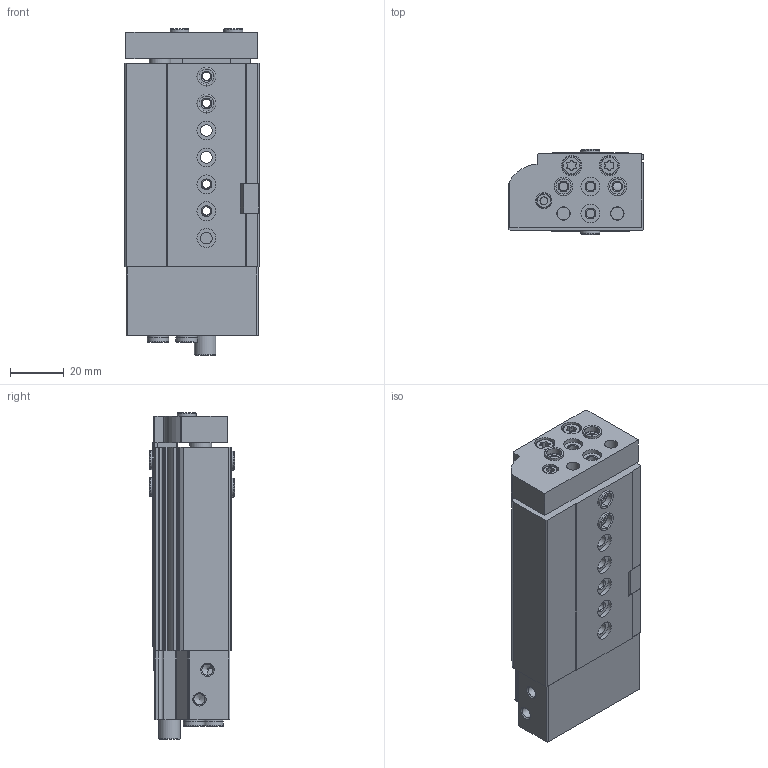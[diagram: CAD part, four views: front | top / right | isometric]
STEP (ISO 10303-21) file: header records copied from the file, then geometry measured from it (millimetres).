
FILE_DESCRIPTION(/* description */ ('STEP AP214'),/* implementation_level */ '2;1');
FILE_NAME(/* name */ '570173_DGSL-10-20-EA',/* time_stamp */ '2024-08-15T23:52:51+02:00',/* author */ ('License CC BY-ND 4.0'),/* organization */ ('CADENAS'),/* preprocessor_version */ 'ST-DEVELOPER v19.3',/* originating_system */ 'PARTsolutions',/* authorisation */ ' ');
FILE_SCHEMA (('AUTOMOTIVE_DESIGN {1 0 10303 214 3 1 1}'));
Length unit declared in the file: millimetre
Products named in the file (7): 570173 DGSL-10-20-EA---(0); DGSL-10---(20-0-0-40-zr); 1184673 DYEF-S-M8-Y1; 174308 B-M5-B; 686785 DGSL-10-AS; DGSL-10---(20-0-JP); 8146544 ZBH-7-B
Assembly tree (13 placements, depth 2):
  570173 DGSL-10-20-EA---(0)
    DGSL-10---(20-0-0-40-zr)
    1184673 DYEF-S-M8-Y1  x2
    174308 B-M5-B  x2
    686785 DGSL-10-AS
    DGSL-10---(20-0-JP)
    8146544 ZBH-7-B  x6
Bounding box: 50 x 31.6 x 121.5 mm (x, y, z)
Volume: 123067.7 mm3; surface area: 46765.5 mm2
Topology: 13 solids, 13 shells, 630 faces, 1562 edges, 1017 vertices
Faces by surface type: plane 281, cylinder 265, cone 60, torus 24
Full cylindrical faces by diameter (mm): 2.459 x1, 3.242 x13, 4 x1, 4.134 x4, 4.3 x3, 4.8 x2, 5 x4, 5.5 x4, 6 x6, 6.917 x2, 7 x20, 7.2 x2, 7.5 x3, 8 x10, 8.08 x2, 8.2 x2, 12 x2
Entity records: 16503 total; most frequent: DIRECTION 2934, CARTESIAN_POINT 2894, ORIENTED_EDGE 2516, EDGE_CURVE 1258, AXIS2_PLACEMENT_3D 1140, VERTEX_POINT 909, FACE_BOUND 807, EDGE_LOOP 800
